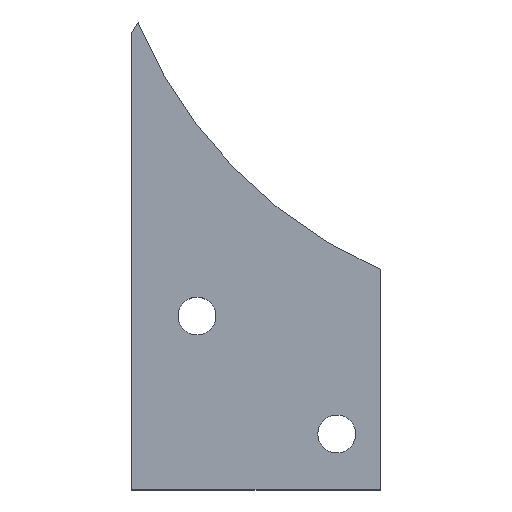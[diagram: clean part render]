
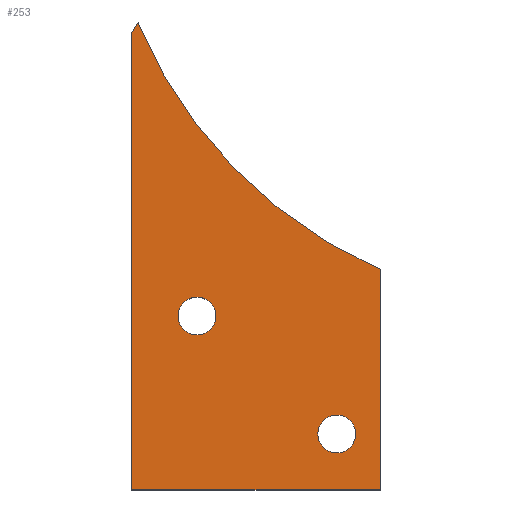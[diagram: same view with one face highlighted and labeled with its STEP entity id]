
A CAD part, top view. The second image highlights one B-rep face of the part: STEP entity #253.
In plain terms, the highlighted planar face has unit normal (0, 0, 1).
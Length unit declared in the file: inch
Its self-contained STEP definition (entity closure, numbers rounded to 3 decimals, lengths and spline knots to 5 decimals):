
#1 = CARTESIAN_POINT ( 'NONE',  ( 0.656, 1.75, 0. ) ) ;
#5 = VERTEX_POINT ( 'NONE', #309 ) ;
#7 = VERTEX_POINT ( 'NONE', #178 ) ;
#9 = EDGE_LOOP ( 'NONE', ( #202, #136 ) ) ;
#10 = EDGE_CURVE ( 'NONE', #334, #5, #287, .T. ) ;
#11 = VERTEX_POINT ( 'NONE', #384 ) ;
#17 = AXIS2_PLACEMENT_3D ( 'NONE', #420, #128, #256 ) ;
#20 = ORIENTED_EDGE ( 'NONE', *, *, #345, .T. ) ;
#22 = PLANE ( 'NONE',  #236 ) ;
#28 = FACE_BOUND ( 'NONE', #267, .T. ) ;
#31 = EDGE_CURVE ( 'NONE', #7, #39, #173, .T. ) ;
#39 = VERTEX_POINT ( 'NONE', #244 ) ;
#42 = DIRECTION ( 'NONE',  ( 0., 0., 1. ) ) ;
#45 = DIRECTION ( 'NONE',  ( 1., 0., 0. ) ) ;
#67 = VECTOR ( 'NONE', #105, 39.37008 ) ;
#70 = ORIENTED_EDGE ( 'NONE', *, *, #31, .T. ) ;
#72 = DIRECTION ( 'NONE',  ( 0., 0., 1. ) ) ;
#76 = AXIS2_PLACEMENT_3D ( 'NONE', #77, #72, #45 ) ;
#77 = CARTESIAN_POINT ( 'NONE',  ( 2.063, 0.563, 0. ) ) ;
#84 = AXIS2_PLACEMENT_3D ( 'NONE', #176, #306, #346 ) ;
#92 = FACE_OUTER_BOUND ( 'NONE', #401, .T. ) ;
#100 = LINE ( 'NONE', #259, #411 ) ;
#105 = DIRECTION ( 'NONE',  ( -0.5, -0.866, 0. ) ) ;
#107 = AXIS2_PLACEMENT_3D ( 'NONE', #373, #42, #172 ) ;
#125 = DIRECTION ( 'NONE',  ( 1., 0., 0. ) ) ;
#128 = DIRECTION ( 'NONE',  ( 0., 0., 1. ) ) ;
#132 = EDGE_CURVE ( 'NONE', #11, #370, #339, .T. ) ;
#135 = LINE ( 'NONE', #137, #67 ) ;
#136 = ORIENTED_EDGE ( 'NONE', *, *, #132, .F. ) ;
#137 = CARTESIAN_POINT ( 'NONE',  ( 0.0625, 4.70928, 0. ) ) ;
#152 = VERTEX_POINT ( 'NONE', #255 ) ;
#155 = VECTOR ( 'NONE', #398, 39.37008 ) ;
#165 = CARTESIAN_POINT ( 'NONE',  ( 0.8465, 1.75, 0. ) ) ;
#167 = CARTESIAN_POINT ( 'NONE',  ( 0., 0., 0. ) ) ;
#172 = DIRECTION ( 'NONE',  ( 1., 0., 0. ) ) ;
#173 = CIRCLE ( 'NONE', #84, 4.656 ) ;
#176 = CARTESIAN_POINT ( 'NONE',  ( 4.367, 6.484, 0. ) ) ;
#178 = CARTESIAN_POINT ( 'NONE',  ( 2.5, 2.21872, 0. ) ) ;
#188 = DIRECTION ( 'NONE',  ( 0., 0., 1. ) ) ;
#192 = VECTOR ( 'NONE', #352, 39.37008 ) ;
#202 = ORIENTED_EDGE ( 'NONE', *, *, #422, .F. ) ;
#205 = ORIENTED_EDGE ( 'NONE', *, *, #353, .T. ) ;
#210 = ORIENTED_EDGE ( 'NONE', *, *, #231, .T. ) ;
#225 = CARTESIAN_POINT ( 'NONE',  ( 0., 0., 0. ) ) ;
#227 = ORIENTED_EDGE ( 'NONE', *, *, #372, .T. ) ;
#230 = ORIENTED_EDGE ( 'NONE', *, *, #319, .F. ) ;
#231 = EDGE_CURVE ( 'NONE', #260, #7, #320, .T. ) ;
#236 = AXIS2_PLACEMENT_3D ( 'NONE', #356, #188, #125 ) ;
#244 = CARTESIAN_POINT ( 'NONE',  ( 0.0625, 4.70928, 0. ) ) ;
#251 = ORIENTED_EDGE ( 'NONE', *, *, #10, .F. ) ;
#252 = CIRCLE ( 'NONE', #17, 0.1905 ) ;
#253 = ADVANCED_FACE ( 'NONE', ( #28, #258, #92 ), #22, .T. ) ;
#255 = CARTESIAN_POINT ( 'NONE',  ( 0., 4.60103, 0. ) ) ;
#256 = DIRECTION ( 'NONE',  ( 1., 0., 0. ) ) ;
#258 = FACE_BOUND ( 'NONE', #9, .T. ) ;
#259 = CARTESIAN_POINT ( 'NONE',  ( 0., 0., 0. ) ) ;
#260 = VERTEX_POINT ( 'NONE', #321 ) ;
#267 = EDGE_LOOP ( 'NONE', ( #230, #251 ) ) ;
#285 = AXIS2_PLACEMENT_3D ( 'NONE', #1, #300, #295 ) ;
#287 = CIRCLE ( 'NONE', #76, 0.1905 ) ;
#295 = DIRECTION ( 'NONE',  ( 1., 0., 0. ) ) ;
#300 = DIRECTION ( 'NONE',  ( 0., 0., 1. ) ) ;
#306 = DIRECTION ( 'NONE',  ( 0., 0., -1. ) ) ;
#309 = CARTESIAN_POINT ( 'NONE',  ( 2.2535, 0.563, 0. ) ) ;
#319 = EDGE_CURVE ( 'NONE', #5, #334, #252, .T. ) ;
#320 = LINE ( 'NONE', #421, #192 ) ;
#321 = CARTESIAN_POINT ( 'NONE',  ( 2.5, 0., 0. ) ) ;
#327 = LINE ( 'NONE', #225, #155 ) ;
#330 = DIRECTION ( 'NONE',  ( 1., 0., 0. ) ) ;
#334 = VERTEX_POINT ( 'NONE', #395 ) ;
#339 = CIRCLE ( 'NONE', #107, 0.1905 ) ;
#345 = EDGE_CURVE ( 'NONE', #406, #260, #100, .T. ) ;
#346 = DIRECTION ( 'NONE',  ( 1., 0., 0. ) ) ;
#352 = DIRECTION ( 'NONE',  ( 0., 1., 0. ) ) ;
#353 = EDGE_CURVE ( 'NONE', #39, #152, #135, .T. ) ;
#356 = CARTESIAN_POINT ( 'NONE',  ( 4.367, 6.484, 0. ) ) ;
#370 = VERTEX_POINT ( 'NONE', #165 ) ;
#372 = EDGE_CURVE ( 'NONE', #152, #406, #327, .T. ) ;
#373 = CARTESIAN_POINT ( 'NONE',  ( 0.656, 1.75, 0. ) ) ;
#384 = CARTESIAN_POINT ( 'NONE',  ( 0.4655, 1.75, 0. ) ) ;
#395 = CARTESIAN_POINT ( 'NONE',  ( 1.8725, 0.563, 0. ) ) ;
#398 = DIRECTION ( 'NONE',  ( 0., -1., 0. ) ) ;
#401 = EDGE_LOOP ( 'NONE', ( #227, #20, #210, #70, #205 ) ) ;
#406 = VERTEX_POINT ( 'NONE', #167 ) ;
#411 = VECTOR ( 'NONE', #330, 39.37008 ) ;
#417 = CIRCLE ( 'NONE', #285, 0.1905 ) ;
#420 = CARTESIAN_POINT ( 'NONE',  ( 2.063, 0.563, 0. ) ) ;
#421 = CARTESIAN_POINT ( 'NONE',  ( 2.5, 0., 0. ) ) ;
#422 = EDGE_CURVE ( 'NONE', #370, #11, #417, .T. ) ;
